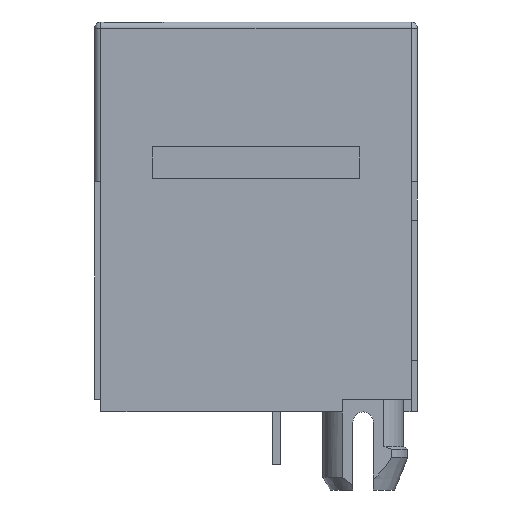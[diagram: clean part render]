
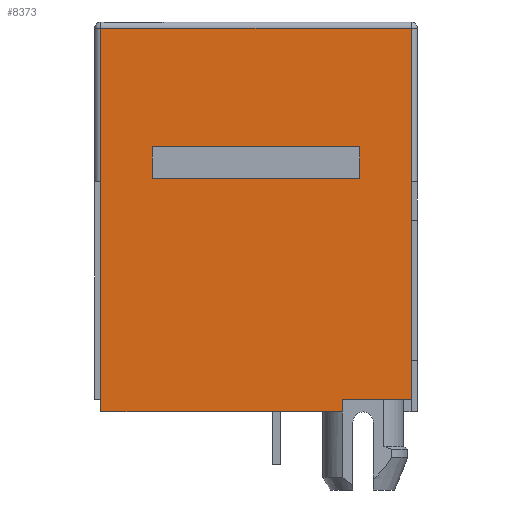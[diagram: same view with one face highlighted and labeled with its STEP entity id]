
A CAD part, left-side view. The second image highlights one B-rep face of the part: STEP entity #8373.
In plain terms, the highlighted planar face has unit normal (-1, 0, 0).
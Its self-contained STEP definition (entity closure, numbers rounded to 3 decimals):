
#8373 = ADVANCED_FACE('',(#8374,#8408),#8474,.T.);
#8374 = FACE_BOUND('',#8375,.T.);
#8375 = EDGE_LOOP('',(#8376,#8386,#8394,#8402));
#8376 = ORIENTED_EDGE('',*,*,#8377,.T.);
#8377 = EDGE_CURVE('',#8378,#8380,#8382,.T.);
#8378 = VERTEX_POINT('',#8379);
#8379 = CARTESIAN_POINT('',(-9.424,2.894,
    -3.439));
#8380 = VERTEX_POINT('',#8381);
#8381 = CARTESIAN_POINT('',(-9.424,2.894,
    -2.169));
#8382 = LINE('',#8383,#8384);
#8383 = CARTESIAN_POINT('',(-9.424,2.894,
    -12.71));
#8384 = VECTOR('',#8385,1.);
#8385 = DIRECTION('',(0.,0.,1.));
#8386 = ORIENTED_EDGE('',*,*,#8387,.T.);
#8387 = EDGE_CURVE('',#8380,#8388,#8390,.T.);
#8388 = VERTEX_POINT('',#8389);
#8389 = CARTESIAN_POINT('',(-9.424,-5.361,
    -2.169));
#8390 = LINE('',#8391,#8392);
#8391 = CARTESIAN_POINT('',(-9.424,-7.647,
    -2.169));
#8392 = VECTOR('',#8393,1.);
#8393 = DIRECTION('',(0.,-1.,0.));
#8394 = ORIENTED_EDGE('',*,*,#8395,.T.);
#8395 = EDGE_CURVE('',#8388,#8396,#8398,.T.);
#8396 = VERTEX_POINT('',#8397);
#8397 = CARTESIAN_POINT('',(-9.424,-5.361,
    -3.439));
#8398 = LINE('',#8399,#8400);
#8399 = CARTESIAN_POINT('',(-9.424,-5.361,
    -12.71));
#8400 = VECTOR('',#8401,1.);
#8401 = DIRECTION('',(0.,0.,-1.));
#8402 = ORIENTED_EDGE('',*,*,#8403,.T.);
#8403 = EDGE_CURVE('',#8396,#8378,#8404,.T.);
#8404 = LINE('',#8405,#8406);
#8405 = CARTESIAN_POINT('',(-9.424,-7.647,
    -3.439));
#8406 = VECTOR('',#8407,1.);
#8407 = DIRECTION('',(0.,1.,0.));
#8408 = FACE_BOUND('',#8409,.T.);
#8409 = EDGE_LOOP('',(#8410,#8420,#8428,#8436,#8444,#8452,#8460,#8468));
#8410 = ORIENTED_EDGE('',*,*,#8411,.T.);
#8411 = EDGE_CURVE('',#8412,#8414,#8416,.T.);
#8412 = VERTEX_POINT('',#8413);
#8413 = CARTESIAN_POINT('',(-9.424,4.926,
    -12.71));
#8414 = VERTEX_POINT('',#8415);
#8415 = CARTESIAN_POINT('',(-9.424,-4.664,
    -12.71));
#8416 = LINE('',#8417,#8418);
#8417 = CARTESIAN_POINT('',(-9.424,-7.647,
    -12.71));
#8418 = VECTOR('',#8419,1.);
#8419 = DIRECTION('',(0.,-1.,-0.));
#8420 = ORIENTED_EDGE('',*,*,#8421,.T.);
#8421 = EDGE_CURVE('',#8414,#8422,#8424,.T.);
#8422 = VERTEX_POINT('',#8423);
#8423 = CARTESIAN_POINT('',(-9.424,-4.664,
    -12.202));
#8424 = LINE('',#8425,#8426);
#8425 = CARTESIAN_POINT('',(-9.424,-4.664,
    -12.71));
#8426 = VECTOR('',#8427,1.);
#8427 = DIRECTION('',(0.,0.,1.));
#8428 = ORIENTED_EDGE('',*,*,#8429,.T.);
#8429 = EDGE_CURVE('',#8422,#8430,#8432,.T.);
#8430 = VERTEX_POINT('',#8431);
#8431 = CARTESIAN_POINT('',(-9.424,-7.393,
    -12.202));
#8432 = LINE('',#8433,#8434);
#8433 = CARTESIAN_POINT('',(-9.424,-7.647,
    -12.202));
#8434 = VECTOR('',#8435,1.);
#8435 = DIRECTION('',(0.,-1.,0.));
#8436 = ORIENTED_EDGE('',*,*,#8437,.T.);
#8437 = EDGE_CURVE('',#8430,#8438,#8440,.T.);
#8438 = VERTEX_POINT('',#8439);
#8439 = CARTESIAN_POINT('',(-9.424,-7.393,
    -3.566));
#8440 = LINE('',#8441,#8442);
#8441 = CARTESIAN_POINT('',(-9.424,-7.393,
    -12.71));
#8442 = VECTOR('',#8443,1.);
#8443 = DIRECTION('',(0.,0.,1.));
#8444 = ORIENTED_EDGE('',*,*,#8445,.T.);
#8445 = EDGE_CURVE('',#8438,#8446,#8448,.T.);
#8446 = VERTEX_POINT('',#8447);
#8447 = CARTESIAN_POINT('',(-9.424,-7.393,
    2.53));
#8448 = LINE('',#8449,#8450);
#8449 = CARTESIAN_POINT('',(-9.424,-7.393,
    -12.71));
#8450 = VECTOR('',#8451,1.);
#8451 = DIRECTION('',(0.,0.,1.));
#8452 = ORIENTED_EDGE('',*,*,#8453,.T.);
#8453 = EDGE_CURVE('',#8446,#8454,#8456,.T.);
#8454 = VERTEX_POINT('',#8455);
#8455 = CARTESIAN_POINT('',(-9.424,4.926,2.53
    ));
#8456 = LINE('',#8457,#8458);
#8457 = CARTESIAN_POINT('',(-9.424,4.926,2.53
    ));
#8458 = VECTOR('',#8459,1.);
#8459 = DIRECTION('',(0.,1.,-0.));
#8460 = ORIENTED_EDGE('',*,*,#8461,.T.);
#8461 = EDGE_CURVE('',#8454,#8462,#8464,.T.);
#8462 = VERTEX_POINT('',#8463);
#8463 = CARTESIAN_POINT('',(-9.424,4.926,
    -3.566));
#8464 = LINE('',#8465,#8466);
#8465 = CARTESIAN_POINT('',(-9.424,4.926,
    -12.71));
#8466 = VECTOR('',#8467,1.);
#8467 = DIRECTION('',(-0.,-0.,-1.));
#8468 = ORIENTED_EDGE('',*,*,#8469,.T.);
#8469 = EDGE_CURVE('',#8462,#8412,#8470,.T.);
#8470 = LINE('',#8471,#8472);
#8471 = CARTESIAN_POINT('',(-9.424,4.926,
    -12.71));
#8472 = VECTOR('',#8473,1.);
#8473 = DIRECTION('',(-0.,-0.,-1.));
#8474 = PLANE('',#8475);
#8475 = AXIS2_PLACEMENT_3D('',#8476,#8477,#8478);
#8476 = CARTESIAN_POINT('',(-9.424,-7.647,
    -12.71));
#8477 = DIRECTION('',(-1.,0.,0.));
#8478 = DIRECTION('',(0.,-1.,0.));
